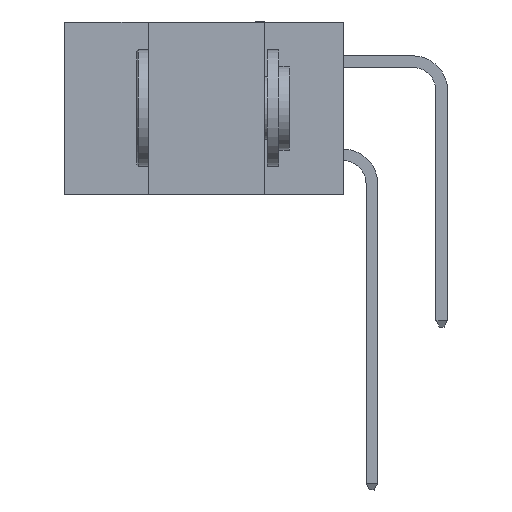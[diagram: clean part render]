
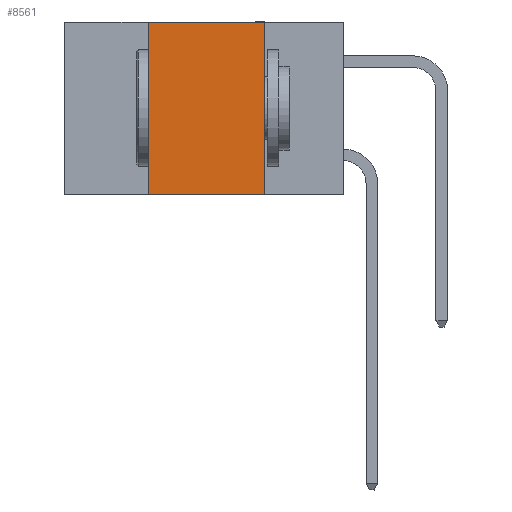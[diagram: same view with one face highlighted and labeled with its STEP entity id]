
A CAD part, left-side view. The second image highlights one B-rep face of the part: STEP entity #8561.
In plain terms, the highlighted planar face has unit normal (-1, 0, 0).
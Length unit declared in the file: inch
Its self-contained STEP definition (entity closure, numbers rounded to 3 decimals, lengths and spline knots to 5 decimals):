
#50 = DIRECTION ( 'NONE',  ( 0., -1., 0. ) ) ;
#143 = CARTESIAN_POINT ( 'NONE',  ( 0., 0.42, -0.37 ) ) ;
#261 = ORIENTED_EDGE ( 'NONE', *, *, #27228, .F. ) ;
#1208 = CARTESIAN_POINT ( 'NONE',  ( 0., 0.42, 0. ) ) ;
#2706 = CARTESIAN_POINT ( 'NONE',  ( 0., 0.42, 0. ) ) ;
#4732 = EDGE_CURVE ( 'NONE', #16326, #20233, #24309, .T. ) ;
#6037 = CARTESIAN_POINT ( 'NONE',  ( 0., 0.17, 0. ) ) ;
#6105 = CARTESIAN_POINT ( 'NONE',  ( 0., 0.17, -0.37 ) ) ;
#6229 = CARTESIAN_POINT ( 'NONE',  ( 0., 0.6, 0. ) ) ;
#7555 = DIRECTION ( 'NONE',  ( 0., -1., 0. ) ) ;
#7786 = FACE_OUTER_BOUND ( 'NONE', #11865, .T. ) ;
#7986 = VERTEX_POINT ( 'NONE', #6105 ) ;
#8561 = ADVANCED_FACE ( 'NONE', ( #7786 ), #22355, .F. ) ;
#8772 = EDGE_CURVE ( 'NONE', #20233, #14754, #11746, .T. ) ;
#11720 = DIRECTION ( 'NONE',  ( 1., 0., 0. ) ) ;
#11746 = LINE ( 'NONE', #6229, #27301 ) ;
#11865 = EDGE_LOOP ( 'NONE', ( #261, #18275, #17825, #18546 ) ) ;
#12804 = CARTESIAN_POINT ( 'NONE',  ( 0., 0.17, 0. ) ) ;
#14754 = VERTEX_POINT ( 'NONE', #6037 ) ;
#15876 = CARTESIAN_POINT ( 'NONE',  ( 0., 0.6, 0. ) ) ;
#16326 = VERTEX_POINT ( 'NONE', #143 ) ;
#17021 = DIRECTION ( 'NONE',  ( 0., 0., -1. ) ) ;
#17825 = ORIENTED_EDGE ( 'NONE', *, *, #4732, .F. ) ;
#18275 = ORIENTED_EDGE ( 'NONE', *, *, #8772, .F. ) ;
#18546 = ORIENTED_EDGE ( 'NONE', *, *, #20521, .T. ) ;
#20233 = VERTEX_POINT ( 'NONE', #2706 ) ;
#20521 = EDGE_CURVE ( 'NONE', #16326, #7986, #21742, .T. ) ;
#21610 = VECTOR ( 'NONE', #17021, 39.37008 ) ;
#21742 = LINE ( 'NONE', #22447, #22411 ) ;
#22202 = DIRECTION ( 'NONE',  ( 0., 0., 1. ) ) ;
#22355 = PLANE ( 'NONE',  #24173 ) ;
#22411 = VECTOR ( 'NONE', #7555, 39.37008 ) ;
#22447 = CARTESIAN_POINT ( 'NONE',  ( 0., 0.6, -0.37 ) ) ;
#22976 = VECTOR ( 'NONE', #22202, 39.37008 ) ;
#24173 = AXIS2_PLACEMENT_3D ( 'NONE', #15876, #11720, #26533 ) ;
#24309 = LINE ( 'NONE', #1208, #22976 ) ;
#26533 = DIRECTION ( 'NONE',  ( 0., 0., -1. ) ) ;
#27228 = EDGE_CURVE ( 'NONE', #14754, #7986, #27296, .T. ) ;
#27296 = LINE ( 'NONE', #12804, #21610 ) ;
#27301 = VECTOR ( 'NONE', #50, 39.37008 ) ;
